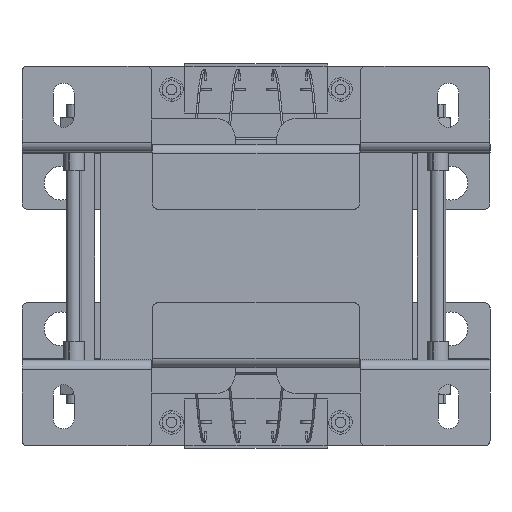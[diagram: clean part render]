
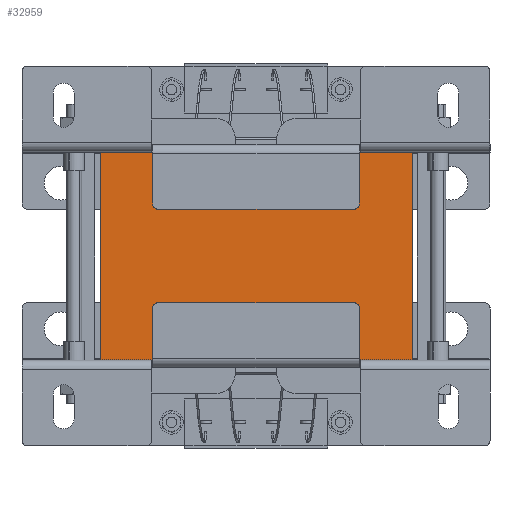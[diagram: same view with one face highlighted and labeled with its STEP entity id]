
A CAD part, front view. The second image highlights one B-rep face of the part: STEP entity #32959.
In plain terms, the highlighted planar face has unit normal (0, -1, 0).
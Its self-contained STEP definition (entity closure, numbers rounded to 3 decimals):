
#3159 = DIRECTION ( 'NONE',  ( 1., 0., 0. ) ) ;
#4839 = PLANE ( 'NONE',  #118467 ) ;
#6074 = FACE_OUTER_BOUND ( 'NONE', #82102, .T. ) ;
#12638 = VECTOR ( 'NONE', #39259, 1000. ) ;
#22597 = ORIENTED_EDGE ( 'NONE', *, *, #84776, .F. ) ;
#30506 = VECTOR ( 'NONE', #119148, 1000. ) ;
#32959 = ADVANCED_FACE ( 'NONE', ( #6074 ), #4839, .F. ) ;
#37773 = EDGE_CURVE ( 'NONE', #42914, #72896, #41706, .T. ) ;
#39259 = DIRECTION ( 'NONE',  ( 0., 0., -1. ) ) ;
#41706 = LINE ( 'NONE', #88249, #64847 ) ;
#42914 = VERTEX_POINT ( 'NONE', #52676 ) ;
#45122 = EDGE_CURVE ( 'NONE', #64435, #42914, #75522, .T. ) ;
#48039 = VERTEX_POINT ( 'NONE', #71333 ) ;
#52676 = CARTESIAN_POINT ( 'NONE',  ( -41.593, 25.875, 128.588 ) ) ;
#56167 = ORIENTED_EDGE ( 'NONE', *, *, #45122, .T. ) ;
#63308 = LINE ( 'NONE', #70763, #30506 ) ;
#64435 = VERTEX_POINT ( 'NONE', #72829 ) ;
#64847 = VECTOR ( 'NONE', #3159, 1000. ) ;
#65257 = DIRECTION ( 'NONE',  ( 1., 0., 0. ) ) ;
#67427 = CARTESIAN_POINT ( 'NONE',  ( -41.593, 25.875, 208.588 ) ) ;
#70763 = CARTESIAN_POINT ( 'NONE',  ( 78.407, 25.875, 208.588 ) ) ;
#71333 = CARTESIAN_POINT ( 'NONE',  ( 78.407, 25.875, 208.588 ) ) ;
#72829 = CARTESIAN_POINT ( 'NONE',  ( -41.593, 25.875, 208.588 ) ) ;
#72896 = VERTEX_POINT ( 'NONE', #86438 ) ;
#75522 = LINE ( 'NONE', #67427, #12638 ) ;
#76592 = ORIENTED_EDGE ( 'NONE', *, *, #37773, .T. ) ;
#78639 = VECTOR ( 'NONE', #65257, 1000. ) ;
#82102 = EDGE_LOOP ( 'NONE', ( #76592, #84927, #22597, #56167 ) ) ;
#83717 = LINE ( 'NONE', #92865, #78639 ) ;
#84776 = EDGE_CURVE ( 'NONE', #64435, #48039, #83717, .T. ) ;
#84927 = ORIENTED_EDGE ( 'NONE', *, *, #91116, .F. ) ;
#86438 = CARTESIAN_POINT ( 'NONE',  ( 78.407, 25.875, 128.588 ) ) ;
#88249 = CARTESIAN_POINT ( 'NONE',  ( 78.407, 25.875, 128.588 ) ) ;
#88702 = DIRECTION ( 'NONE',  ( 0., 1., 0. ) ) ;
#91116 = EDGE_CURVE ( 'NONE', #48039, #72896, #63308, .T. ) ;
#92865 = CARTESIAN_POINT ( 'NONE',  ( 78.407, 25.875, 208.588 ) ) ;
#99114 = CARTESIAN_POINT ( 'NONE',  ( 78.407, 25.875, 208.588 ) ) ;
#108998 = DIRECTION ( 'NONE',  ( 0., 0., 1. ) ) ;
#118467 = AXIS2_PLACEMENT_3D ( 'NONE', #99114, #88702, #108998 ) ;
#119148 = DIRECTION ( 'NONE',  ( 0., 0., -1. ) ) ;
